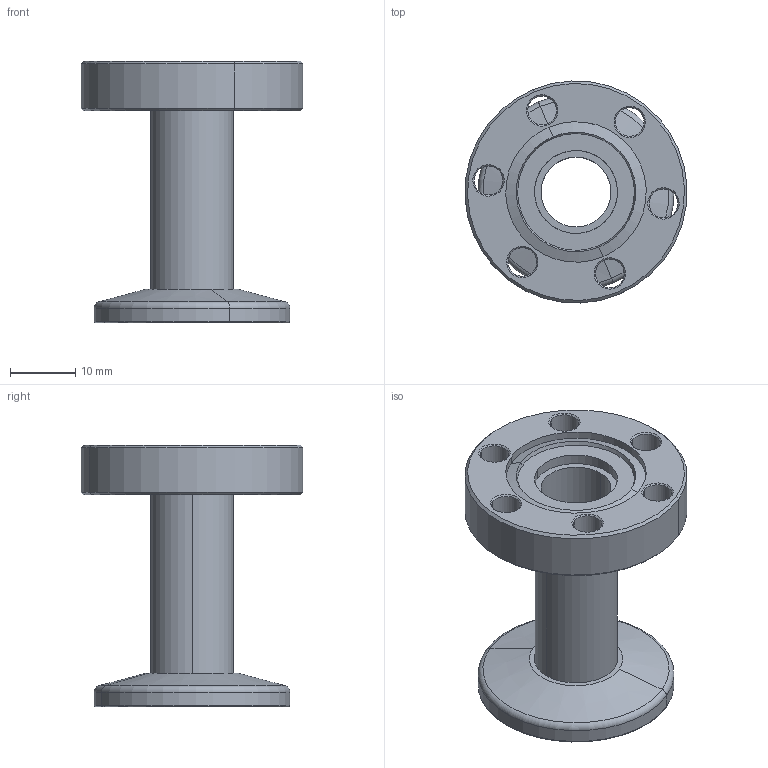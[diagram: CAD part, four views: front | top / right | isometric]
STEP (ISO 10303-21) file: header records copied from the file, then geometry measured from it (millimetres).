
FILE_DESCRIPTION (( 'STEP AP214' ), '1' );
FILE_NAME ('Hositrad_CFA16-KF10.STEP', '2017-05-10T12:42:57', ( 'Gebruiker' ), ( '' ), 'SwSTEP 2.0', 'SolidWorks 2017', '' );
FILE_SCHEMA (( 'AUTOMOTIVE_DESIGN' ));
Length unit declared in the file: millimetre
Products named in the file (4): KF10WS-All_KF10-13; CF16-Mini-all_ CF16-13; CF-To-KF-Adaptors-All_CFA16-KF10; Hositrad_CFA16-KF10
Assembly tree (3 placements, depth 2):
  Hositrad_CFA16-KF10
    CF-To-KF-Adaptors-All_CFA16-KF10
    KF10WS-All_KF10-13
    CF16-Mini-all_ CF16-13
Bounding box: 33.97 x 33.97 x 40 mm (x, y, z)
Volume: 8576.4 mm3; surface area: 7363.1 mm2
Topology: 3 solids, 3 shells, 83 faces, 178 edges, 104 vertices
Faces by surface type: cone 38, cylinder 30, plane 9, torus 6
Entity records: 2440 total; most frequent: DIRECTION 466, CARTESIAN_POINT 371, ORIENTED_EDGE 356, AXIS2_PLACEMENT_3D 199, EDGE_CURVE 178, CIRCLE 110, VERTEX_POINT 104, EDGE_LOOP 104
